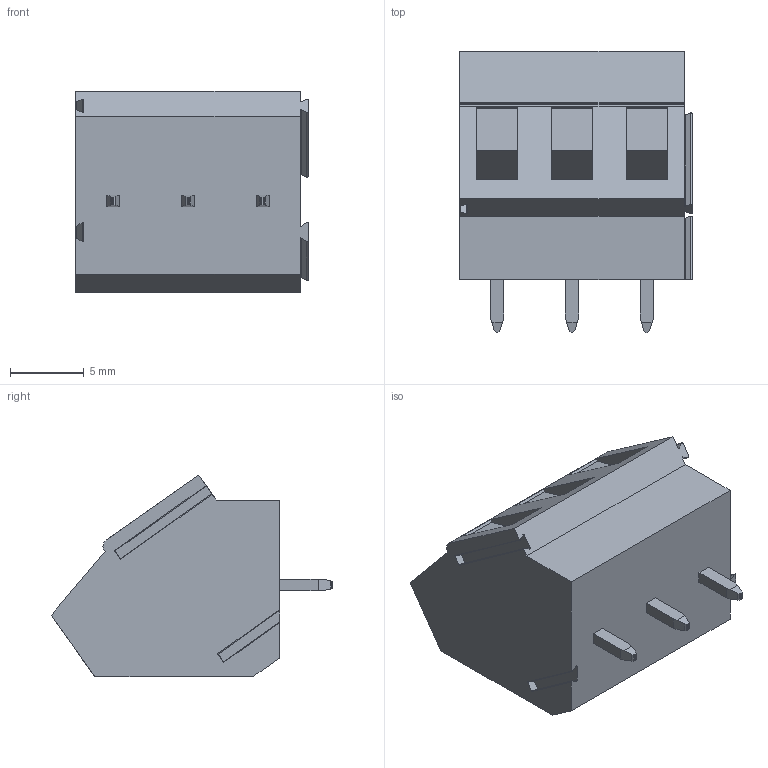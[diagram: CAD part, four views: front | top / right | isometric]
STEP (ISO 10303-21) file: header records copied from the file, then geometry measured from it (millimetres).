
FILE_DESCRIPTION(('STEP AP242'),'1');
FILE_NAME('terminal_blocks_a-tb508t203sb.stp','2021-04-06T07:29:02',('TraceParts'),('TraceParts S.A.'),'Spatial InterOp 3D',' ',' ');
FILE_SCHEMA(('AP242_MANAGED_MODEL_BASED_3D_ENGINEERING_MIM_LF {1 0 10303 442 1 1 4}'));
Length unit declared in the file: millimetre
Products named in the file (1): terminal_blocks_a-tb508t203sb
Bounding box: 15.79 x 19.09 x 13.7 mm (x, y, z)
Volume: 2132.2 mm3; surface area: 1474.3 mm2
Topology: 1 solids, 1 shells, 146 faces, 390 edges, 261 vertices
Faces by surface type: plane 118, cylinder 28
Entity records: 5701 total; most frequent: CARTESIAN_POINT 798, ORIENTED_EDGE 780, DIRECTION 743, EDGE_CURVE 390, LINE 331, VECTOR 331, VERTEX_POINT 261, AXIS2_PLACEMENT_3D 206
